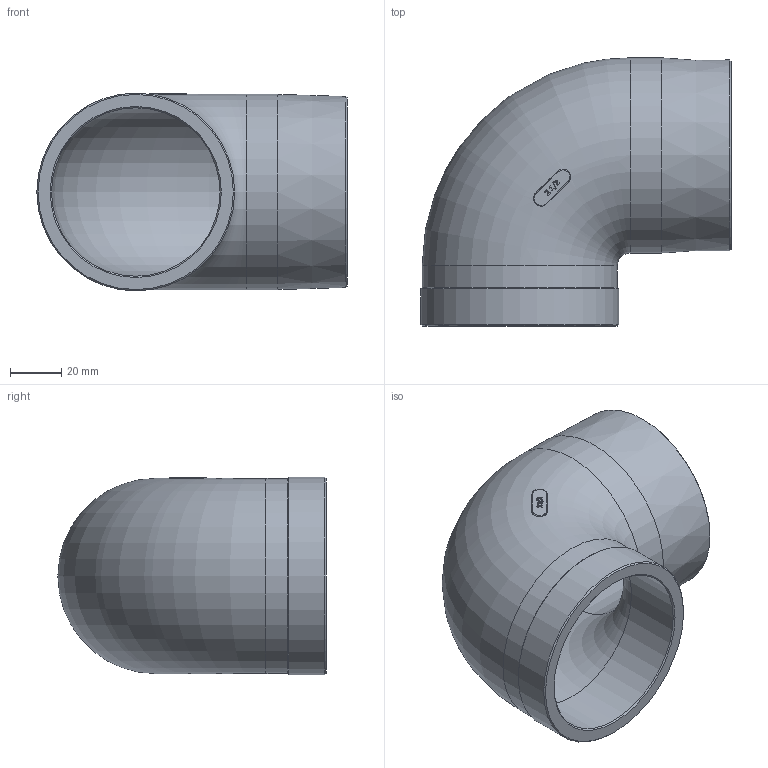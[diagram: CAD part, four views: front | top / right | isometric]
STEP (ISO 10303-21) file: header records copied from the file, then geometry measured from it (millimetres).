
FILE_DESCRIPTION(/* description */ ('Unknown'),/* implementation_level */ '2;1');
FILE_NAME(/* name */ 'R-304-DN65',/* time_stamp */ '2020-10-06T15:43:20+08:00',/* author */ ('Unknown'),/* organization */ ('Unknown'),/* preprocessor_version */ 'ST-DEVELOPER v16.7',/* originating_system */ 'DEX',/* authorisation */ $);
FILE_SCHEMA (('AUTOMOTIVE_DESIGN {1 0 10303 214 3 1 1}'));
Length unit declared in the file: millimetre
Products named in the file (1): R-304-DN65
Bounding box: 120.95 x 104.55 x 77.1 mm (x, y, z)
Volume: 150078.6 mm3; surface area: 60184.1 mm2
Topology: 1 solids, 1 shells, 80 faces, 211 edges, 137 vertices
Faces by surface type: bspline 34, plane 26, cylinder 11, cone 5, torus 4
Full cylindrical faces by diameter (mm): 65.7 x2, 76.1 x2, 77.1 x1
Entity records: 2795 total; most frequent: CARTESIAN_POINT 1110, ORIENTED_EDGE 382, DIRECTION 235, EDGE_CURVE 191, VERTEX_POINT 130, EDGE_LOOP 99, FACE_BOUND 99, LINE 93
